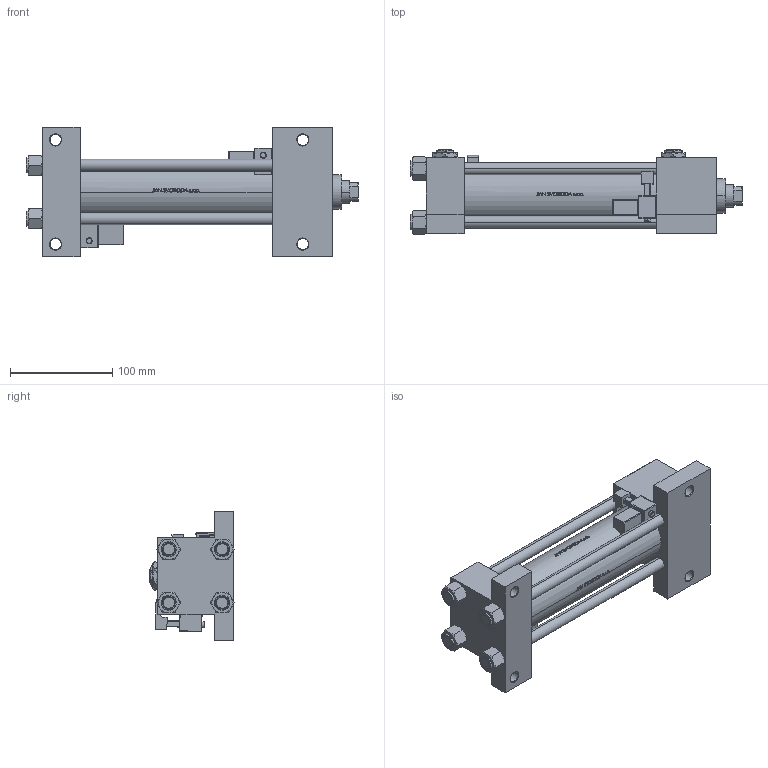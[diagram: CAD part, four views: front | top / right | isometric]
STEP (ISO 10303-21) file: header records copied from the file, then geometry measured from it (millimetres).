
FILE_DESCRIPTION (( 'STEP AP203' ), '1' );
FILE_NAME ('c50d.STEP', '2023-08-23T15:25:40', ( '' ), ( '' ), 'SwSTEP 2.0', 'SolidWorks 2019', '' );
FILE_SCHEMA (( 'CONFIG_CONTROL_DESIGN' ));
Length unit declared in the file: millimetre
Products named in the file (8): NUT_M5_G a3f35407694bc5e1462e975c4b772bc7; Zatka_pro_OIL_PORT a3f35407694bc5e1462e975c4b772bc7; V215_VC_A a3f35407694bc5e1462e975c4b772bc7; V215CR_G_Body a3f35407694bc5e1462e975c4b772bc7; V215CR_MSU a3f35407694bc5e1462e975c4b772bc7; V215CR_VCP_G a3f35407694bc5e1462e975c4b772bc7; c50d; V215CR_G_TYCINKA a3f35407694bc5e1462e975c4b772bc7
Assembly tree (15 placements, depth 2):
  c50d
    V215CR_G_Body a3f35407694bc5e1462e975c4b772bc7
    V215CR_VCP_G a3f35407694bc5e1462e975c4b772bc7
    V215CR_G_TYCINKA a3f35407694bc5e1462e975c4b772bc7  x4
    NUT_M5_G a3f35407694bc5e1462e975c4b772bc7  x4
    V215_VC_A a3f35407694bc5e1462e975c4b772bc7
    V215CR_MSU a3f35407694bc5e1462e975c4b772bc7  x2
    Zatka_pro_OIL_PORT a3f35407694bc5e1462e975c4b772bc7  x2
Bounding box: 325 x 82.27 x 127 mm (x, y, z)
Volume: 975535 mm3; surface area: 246440.6 mm2
Topology: 15 solids, 15 shells, 1326 faces, 3302 edges, 2075 vertices
Faces by surface type: plane 534, bspline 380, cone 184, cylinder 184, sphere 24, torus 20
Entity records: 51137 total; most frequent: CARTESIAN_POINT 26682, ORIENTED_EDGE 5522, DIRECTION 3599, EDGE_CURVE 2761, VERTEX_POINT 1777, VECTOR 1427, LINE 1427, EDGE_LOOP 1194
